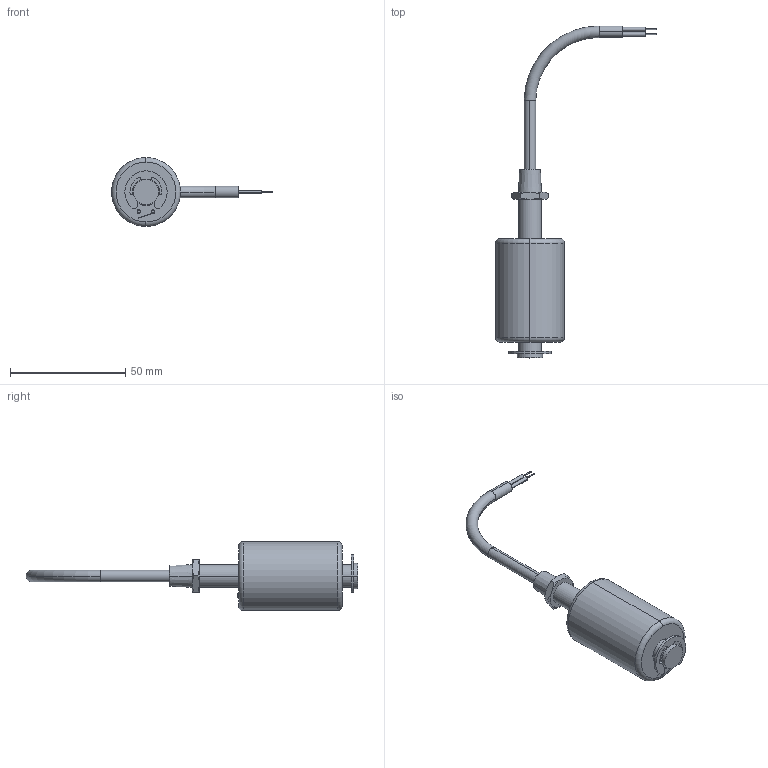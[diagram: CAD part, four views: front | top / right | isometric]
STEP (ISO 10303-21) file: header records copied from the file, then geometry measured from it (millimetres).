
FILE_DESCRIPTION (( 'STEP AP214' ), '1' );
FILE_NAME ('P34.STEP', '2020-02-12T15:44:31', ( '' ), ( '' ), 'SwSTEP 2.0', 'SolidWorks 2019', '' );
FILE_SCHEMA (( 'AUTOMOTIVE_DESIGN' ));
Length unit declared in the file: millimetre
Products named in the file (1): P34
Bounding box: 70 x 144.3 x 30 mm (x, y, z)
Surface area: 12402.5 mm2 (no closed solid volume)
Topology: 0 solids, 9 shells, 116 faces, 292 edges, 194 vertices
Faces by surface type: cylinder 48, plane 40, cone 20, torus 8
Entity records: 4909 total; most frequent: CARTESIAN_POINT 739, DIRECTION 664, ORIENTED_EDGE 530, EDGE_CURVE 292, AXIS2_PLACEMENT_3D 279, VERTEX_POINT 194, CIRCLE 162, EDGE_LOOP 135
